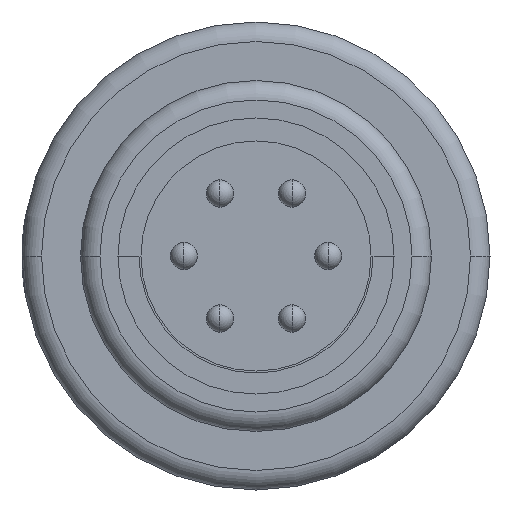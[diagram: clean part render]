
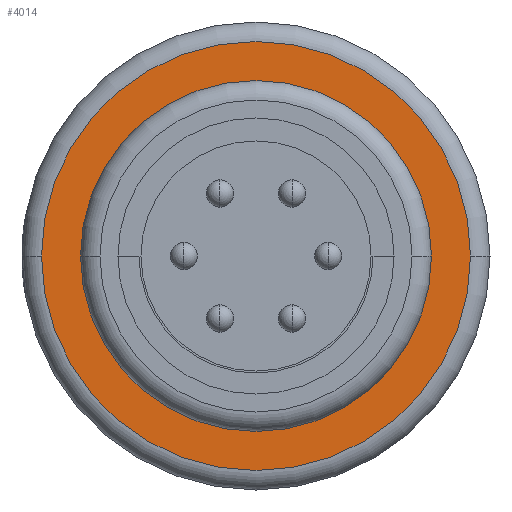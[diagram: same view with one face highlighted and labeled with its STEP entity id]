
A CAD part, left-side view. The second image highlights one B-rep face of the part: STEP entity #4014.
In plain terms, the highlighted planar face has unit normal (-1, 0, 0).
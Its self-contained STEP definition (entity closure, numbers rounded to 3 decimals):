
#981=CARTESIAN_POINT('',(-2.4,0.,0.));
#982=DIRECTION('',(-1.,0.,0.));
#983=DIRECTION('',(0.,-1.,0.));
#984=AXIS2_PLACEMENT_3D('',#981,#982,#983);
#989=CARTESIAN_POINT('',(-2.4,0.,0.));
#990=DIRECTION('',(-1.,0.,0.));
#991=DIRECTION('',(0.,1.,0.));
#992=AXIS2_PLACEMENT_3D('',#989,#990,#991);
#1005=CARTESIAN_POINT('',(-2.4,0.,0.));
#1006=DIRECTION('',(1.,0.,0.));
#1007=DIRECTION('',(0.,1.,0.));
#1008=AXIS2_PLACEMENT_3D('',#1005,#1006,#1007);
#1596=CARTESIAN_POINT('',(-2.4,0.,0.));
#1597=DIRECTION('',(-1.,0.,0.));
#1598=DIRECTION('',(0.,1.,0.));
#1599=AXIS2_PLACEMENT_3D('',#1596,#1597,#1598);
#2991=CARTESIAN_POINT('',(-2.4,4.5,0.));
#2992=CARTESIAN_POINT('',(-2.4,-4.5,0.));
#2993=VERTEX_POINT('',#2991);
#2994=VERTEX_POINT('',#2992);
#3071=CARTESIAN_POINT('',(-2.4,-5.5,0.));
#3072=CARTESIAN_POINT('',(-2.4,5.5,0.));
#3073=VERTEX_POINT('',#3071);
#3074=VERTEX_POINT('',#3072);
#3998=CARTESIAN_POINT('',(-2.4,0.,0.));
#3999=DIRECTION('',(1.,0.,0.));
#4000=DIRECTION('',(0.,-1.,0.));
#4001=AXIS2_PLACEMENT_3D('',#3998,#3999,#4000);
#4002=PLANE('',#4001);
#4004=ORIENTED_EDGE('',*,*,#4003,.F.);
#4005=ORIENTED_EDGE('',*,*,#3988,.F.);
#4006=EDGE_LOOP('',(#4004,#4005));
#4007=FACE_OUTER_BOUND('',#4006,.F.);
#4009=ORIENTED_EDGE('',*,*,#4008,.F.);
#4011=ORIENTED_EDGE('',*,*,#4010,.T.);
#4012=EDGE_LOOP('',(#4009,#4011));
#4013=FACE_BOUND('',#4012,.F.);
#985=CIRCLE('',#984,5.5);
#993=CIRCLE('',#992,5.5);
#1009=CIRCLE('',#1008,4.5);
#1600=CIRCLE('',#1599,4.5);
#3988=EDGE_CURVE('',#3074,#3073,#993,.T.);
#4003=EDGE_CURVE('',#3073,#3074,#985,.T.);
#4008=EDGE_CURVE('',#2993,#2994,#1009,.T.);
#4010=EDGE_CURVE('',#2993,#2994,#1600,.T.);
#4014=ADVANCED_FACE('',(#4007,#4013),#4002,.F.);
